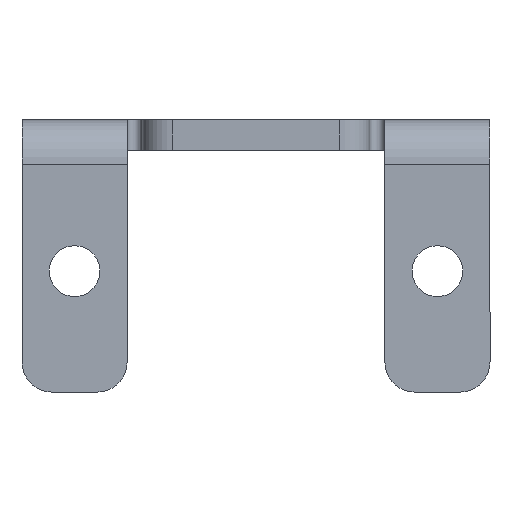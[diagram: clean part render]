
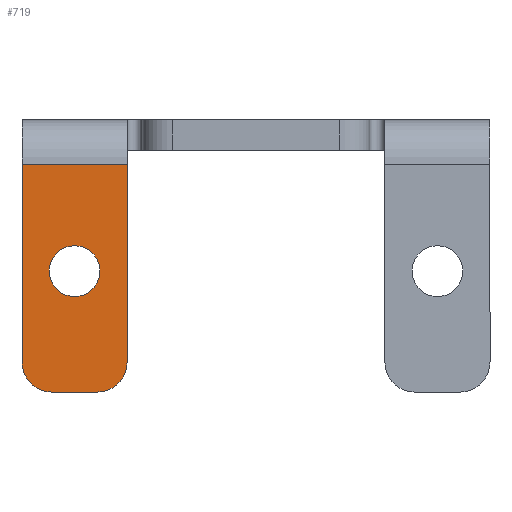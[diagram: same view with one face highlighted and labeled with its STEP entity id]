
A CAD part, front view. The second image highlights one B-rep face of the part: STEP entity #719.
In plain terms, the highlighted planar face has unit normal (0, -1, 0).
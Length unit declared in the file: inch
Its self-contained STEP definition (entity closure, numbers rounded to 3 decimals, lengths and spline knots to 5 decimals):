
#21 = LINE ( 'NONE', #1138, #1104 ) ;
#124 = VERTEX_POINT ( 'NONE', #677 ) ;
#168 = EDGE_CURVE ( 'NONE', #644, #1050, #21, .T. ) ;
#169 = ORIENTED_EDGE ( 'NONE', *, *, #168, .F. ) ;
#217 = CARTESIAN_POINT ( 'NONE',  ( -3.08875, 0., -0.875 ) ) ;
#237 = VERTEX_POINT ( 'NONE', #1309 ) ;
#238 = DIRECTION ( 'NONE',  ( 0., 1., 0. ) ) ;
#262 = CARTESIAN_POINT ( 'NONE',  ( -3.39825, 0., 0. ) ) ;
#270 = EDGE_CURVE ( 'NONE', #644, #943, #1190, .T. ) ;
#271 = DIRECTION ( 'NONE',  ( 1., 0., 0. ) ) ;
#277 = CARTESIAN_POINT ( 'NONE',  ( -3.39825, 0., -0.875 ) ) ;
#303 = EDGE_CURVE ( 'NONE', #797, #124, #381, .T. ) ;
#304 = ORIENTED_EDGE ( 'NONE', *, *, #1295, .T. ) ;
#305 = LINE ( 'NONE', #861, #1225 ) ;
#319 = CARTESIAN_POINT ( 'NONE',  ( -3.181, 0., -0.5 ) ) ;
#372 = VERTEX_POINT ( 'NONE', #1441 ) ;
#381 = CIRCLE ( 'NONE', #1389, 0.125 ) ;
#384 = ORIENTED_EDGE ( 'NONE', *, *, #1054, .T. ) ;
#388 = CIRCLE ( 'NONE', #1182, 0.105 ) ;
#430 = DIRECTION ( 'NONE',  ( 0., 0., 1. ) ) ;
#431 = VECTOR ( 'NONE', #1401, 39.37008 ) ;
#436 = CARTESIAN_POINT ( 'NONE',  ( -3.181, 0., -0.605 ) ) ;
#441 = DIRECTION ( 'NONE',  ( 0., -1., 0. ) ) ;
#446 = PLANE ( 'NONE',  #1228 ) ;
#449 = DIRECTION ( 'NONE',  ( 0., -1., 0. ) ) ;
#548 = DIRECTION ( 'NONE',  ( 0., 0., 1. ) ) ;
#549 = CARTESIAN_POINT ( 'NONE',  ( -3.27325, 0., -0.875 ) ) ;
#563 = EDGE_CURVE ( 'NONE', #372, #797, #305, .T. ) ;
#609 = EDGE_CURVE ( 'NONE', #124, #1050, #632, .T. ) ;
#632 = LINE ( 'NONE', #1433, #771 ) ;
#644 = VERTEX_POINT ( 'NONE', #770 ) ;
#667 = DIRECTION ( 'NONE',  ( 0., 0., 1. ) ) ;
#677 = CARTESIAN_POINT ( 'NONE',  ( -2.96375, 0., -0.875 ) ) ;
#681 = CIRCLE ( 'NONE', #1014, 0.125 ) ;
#690 = DIRECTION ( 'NONE',  ( 0., 0., 1. ) ) ;
#712 = EDGE_LOOP ( 'NONE', ( #782, #304 ) ) ;
#719 = ADVANCED_FACE ( 'NONE', ( #1342, #1337 ), #446, .F. ) ;
#764 = CARTESIAN_POINT ( 'NONE',  ( 0., 0., 0. ) ) ;
#767 = DIRECTION ( 'NONE',  ( 0., 1., 0. ) ) ;
#770 = CARTESIAN_POINT ( 'NONE',  ( -3.39825, 0., -0.06 ) ) ;
#771 = VECTOR ( 'NONE', #992, 39.37008 ) ;
#782 = ORIENTED_EDGE ( 'NONE', *, *, #1176, .T. ) ;
#797 = VERTEX_POINT ( 'NONE', #1153 ) ;
#861 = CARTESIAN_POINT ( 'NONE',  ( 0., 0., -1. ) ) ;
#905 = ORIENTED_EDGE ( 'NONE', *, *, #609, .T. ) ;
#917 = CIRCLE ( 'NONE', #942, 0.105 ) ;
#942 = AXIS2_PLACEMENT_3D ( 'NONE', #1277, #238, #690 ) ;
#943 = VERTEX_POINT ( 'NONE', #277 ) ;
#967 = CARTESIAN_POINT ( 'NONE',  ( -2.96375, 0., -0.06 ) ) ;
#977 = ORIENTED_EDGE ( 'NONE', *, *, #270, .T. ) ;
#990 = ORIENTED_EDGE ( 'NONE', *, *, #563, .T. ) ;
#992 = DIRECTION ( 'NONE',  ( 0., 0., 1. ) ) ;
#1014 = AXIS2_PLACEMENT_3D ( 'NONE', #549, #449, #430 ) ;
#1050 = VERTEX_POINT ( 'NONE', #967 ) ;
#1054 = EDGE_CURVE ( 'NONE', #943, #372, #681, .T. ) ;
#1104 = VECTOR ( 'NONE', #1129, 39.37008 ) ;
#1129 = DIRECTION ( 'NONE',  ( 1., 0., 0. ) ) ;
#1130 = DIRECTION ( 'NONE',  ( 0., 1., 0. ) ) ;
#1138 = CARTESIAN_POINT ( 'NONE',  ( -2.96375, 0., -0.06 ) ) ;
#1153 = CARTESIAN_POINT ( 'NONE',  ( -3.08875, 0., -1. ) ) ;
#1167 = VERTEX_POINT ( 'NONE', #436 ) ;
#1176 = EDGE_CURVE ( 'NONE', #237, #1167, #388, .T. ) ;
#1182 = AXIS2_PLACEMENT_3D ( 'NONE', #319, #767, #1218 ) ;
#1190 = LINE ( 'NONE', #262, #431 ) ;
#1218 = DIRECTION ( 'NONE',  ( 0., 0., 1. ) ) ;
#1225 = VECTOR ( 'NONE', #271, 39.37008 ) ;
#1228 = AXIS2_PLACEMENT_3D ( 'NONE', #764, #1130, #667 ) ;
#1277 = CARTESIAN_POINT ( 'NONE',  ( -3.181, 0., -0.5 ) ) ;
#1295 = EDGE_CURVE ( 'NONE', #1167, #237, #917, .T. ) ;
#1308 = ORIENTED_EDGE ( 'NONE', *, *, #303, .T. ) ;
#1309 = CARTESIAN_POINT ( 'NONE',  ( -3.181, 0., -0.395 ) ) ;
#1337 = FACE_OUTER_BOUND ( 'NONE', #1443, .T. ) ;
#1342 = FACE_BOUND ( 'NONE', #712, .T. ) ;
#1389 = AXIS2_PLACEMENT_3D ( 'NONE', #217, #441, #548 ) ;
#1401 = DIRECTION ( 'NONE',  ( 0., 0., -1. ) ) ;
#1433 = CARTESIAN_POINT ( 'NONE',  ( -2.96375, 0., 0. ) ) ;
#1441 = CARTESIAN_POINT ( 'NONE',  ( -3.27325, 0., -1. ) ) ;
#1443 = EDGE_LOOP ( 'NONE', ( #977, #384, #990, #1308, #905, #169 ) ) ;
